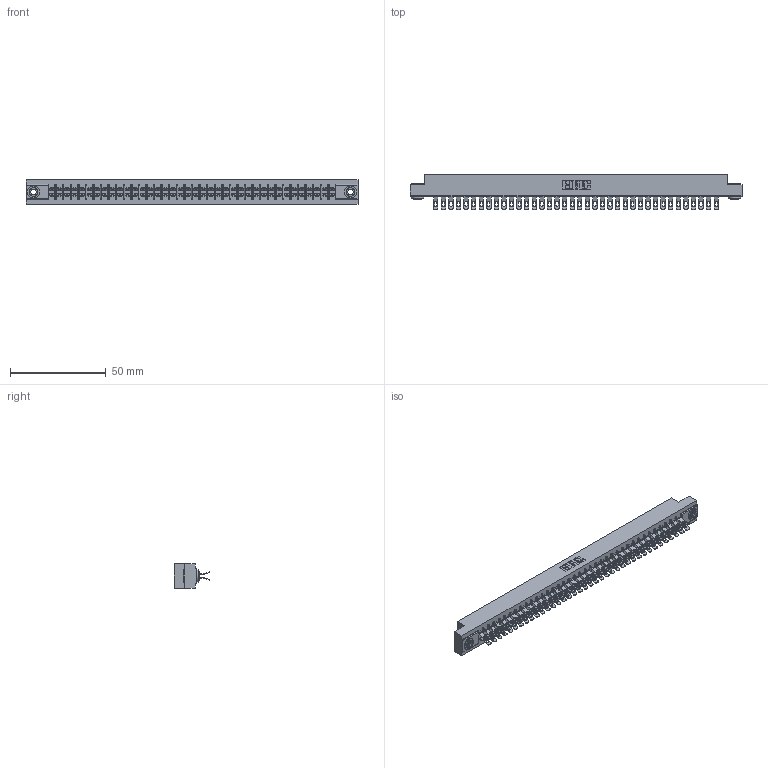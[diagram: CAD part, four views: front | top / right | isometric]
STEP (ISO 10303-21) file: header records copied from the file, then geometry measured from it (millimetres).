
FILE_DESCRIPTION (( 'STEP AP203' ), '1' );
FILE_NAME ('305-076-555-503.STEP', '2019-09-10T08:16:33', ( '' ), ( '' ), 'SwSTEP 2.0', 'SolidWorks 2016', '' );
FILE_SCHEMA (( 'CONFIG_CONTROL_DESIGN' ));
Length unit declared in the file: inch
Products named in the file (4): 345-250-002_345-250-002-102; 305 Part_.156 Dia; 305-290-001_555; 305-076-555-503
Assembly tree (79 placements, depth 2):
  305-076-555-503
    305 Part_.156 Dia
    305-290-001_555  x76
    345-250-002_345-250-002-102  x2
Bounding box: 173.58 x 18.41 x 12.7 mm (x, y, z)
Volume: 17785.3 mm3; surface area: 25058.2 mm2
Topology: 79 solids, 79 shells, 5184 faces, 15438 edges, 10084 vertices
Faces by surface type: plane 2524, cylinder 2500, sphere 152, cone 8
Entity records: 43320 total; most frequent: CARTESIAN_POINT 7167, ORIENTED_EDGE 7096, DIRECTION 6946, EDGE_CURVE 3548, VECTOR 2836, LINE 2836, VERTEX_POINT 2260, AXIS2_PLACEMENT_3D 2055
